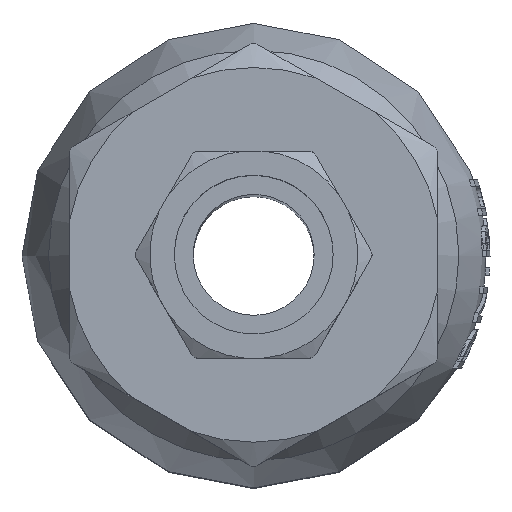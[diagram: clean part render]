
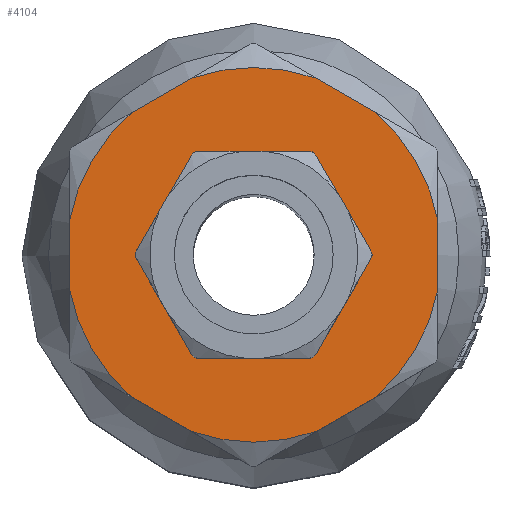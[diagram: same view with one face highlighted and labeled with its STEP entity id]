
A CAD part, top view. The second image highlights one B-rep face of the part: STEP entity #4104.
In plain terms, the highlighted planar face has unit normal (0, 0, 1).
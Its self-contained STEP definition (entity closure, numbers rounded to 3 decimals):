
#222=FACE_BOUND('',#1199,.T.);
#306=PLANE('',#4438);
#464=LINE('',#7656,#681);
#467=LINE('',#7690,#684);
#471=LINE('',#7742,#688);
#475=LINE('',#7790,#692);
#479=LINE('',#7838,#696);
#486=LINE('',#7910,#703);
#489=LINE('',#7947,#706);
#495=LINE('',#7983,#712);
#499=LINE('',#8014,#716);
#503=LINE('',#8045,#720);
#519=LINE('',#8150,#736);
#520=LINE('',#8151,#737);
#681=VECTOR('',#5014,10.);
#684=VECTOR('',#5021,10.);
#688=VECTOR('',#5033,10.);
#692=VECTOR('',#5045,10.);
#696=VECTOR('',#5057,10.);
#703=VECTOR('',#5080,10.);
#706=VECTOR('',#5097,10.);
#712=VECTOR('',#5109,10.);
#716=VECTOR('',#5123,10.);
#720=VECTOR('',#5137,10.);
#736=VECTOR('',#5261,10.);
#737=VECTOR('',#5262,10.);
#967=FACE_OUTER_BOUND('',#1198,.T.);
#1198=EDGE_LOOP('',(#3469,#3470,#3471,#3472,#3473,#3474,#3475,#3476,#3477,
#3478,#3479,#3480));
#1199=EDGE_LOOP('',(#3481,#3482,#3483,#3484,#3485,#3486,#3487,#3488,#3489,
#3490,#3491,#3492));
#1317=CIRCLE('',#4341,23.238);
#1318=CIRCLE('',#4346,23.238);
#1319=CIRCLE('',#4350,23.238);
#1320=CIRCLE('',#4354,23.238);
#1321=CIRCLE('',#4358,23.238);
#1322=CIRCLE('',#4361,23.238);
#1323=CIRCLE('',#4363,1.);
#1325=CIRCLE('',#4368,1.);
#1327=CIRCLE('',#4373,1.);
#1329=CIRCLE('',#4378,1.);
#1331=CIRCLE('',#4383,1.);
#1333=CIRCLE('',#4388,1.);
#1795=VERTEX_POINT('',#7630);
#1796=VERTEX_POINT('',#7634);
#1801=VERTEX_POINT('',#7652);
#1806=VERTEX_POINT('',#7685);
#1807=VERTEX_POINT('',#7689);
#1812=VERTEX_POINT('',#7707);
#1815=VERTEX_POINT('',#7737);
#1816=VERTEX_POINT('',#7741);
#1823=VERTEX_POINT('',#7785);
#1824=VERTEX_POINT('',#7789);
#1831=VERTEX_POINT('',#7833);
#1832=VERTEX_POINT('',#7837);
#1839=VERTEX_POINT('',#7892);
#1840=VERTEX_POINT('',#7894);
#1844=VERTEX_POINT('',#7908);
#1848=VERTEX_POINT('',#7930);
#1849=VERTEX_POINT('',#7932);
#1852=VERTEX_POINT('',#7946);
#1856=VERTEX_POINT('',#7967);
#1860=VERTEX_POINT('',#7981);
#1862=VERTEX_POINT('',#7998);
#1866=VERTEX_POINT('',#8012);
#1868=VERTEX_POINT('',#8029);
#1872=VERTEX_POINT('',#8043);
#2309=EDGE_CURVE('',#1796,#1795,#1317,.T.);
#2316=EDGE_CURVE('',#1795,#1801,#464,.T.);
#2322=EDGE_CURVE('',#1807,#1806,#467,.T.);
#2329=EDGE_CURVE('',#1806,#1812,#1318,.T.);
#2334=EDGE_CURVE('',#1816,#1815,#471,.T.);
#2340=EDGE_CURVE('',#1815,#1807,#1319,.T.);
#2345=EDGE_CURVE('',#1824,#1823,#475,.T.);
#2351=EDGE_CURVE('',#1823,#1816,#1320,.T.);
#2356=EDGE_CURVE('',#1832,#1831,#479,.T.);
#2362=EDGE_CURVE('',#1831,#1824,#1321,.T.);
#2365=EDGE_CURVE('',#1801,#1832,#1322,.T.);
#2368=EDGE_CURVE('',#1839,#1840,#1323,.F.);
#2374=EDGE_CURVE('',#1839,#1844,#486,.T.);
#2379=EDGE_CURVE('',#1848,#1849,#1325,.F.);
#2384=EDGE_CURVE('',#1852,#1849,#489,.T.);
#2390=EDGE_CURVE('',#1856,#1844,#1327,.F.);
#2395=EDGE_CURVE('',#1856,#1860,#495,.T.);
#2399=EDGE_CURVE('',#1862,#1860,#1329,.F.);
#2404=EDGE_CURVE('',#1862,#1866,#499,.T.);
#2408=EDGE_CURVE('',#1868,#1866,#1331,.F.);
#2413=EDGE_CURVE('',#1868,#1872,#503,.T.);
#2416=EDGE_CURVE('',#1852,#1872,#1333,.F.);
#2458=EDGE_CURVE('',#1812,#1796,#519,.T.);
#2459=EDGE_CURVE('',#1848,#1840,#520,.T.);
#3469=ORIENTED_EDGE('',*,*,#2351,.T.);
#3470=ORIENTED_EDGE('',*,*,#2334,.T.);
#3471=ORIENTED_EDGE('',*,*,#2340,.T.);
#3472=ORIENTED_EDGE('',*,*,#2322,.T.);
#3473=ORIENTED_EDGE('',*,*,#2329,.T.);
#3474=ORIENTED_EDGE('',*,*,#2458,.T.);
#3475=ORIENTED_EDGE('',*,*,#2309,.T.);
#3476=ORIENTED_EDGE('',*,*,#2316,.T.);
#3477=ORIENTED_EDGE('',*,*,#2365,.T.);
#3478=ORIENTED_EDGE('',*,*,#2356,.T.);
#3479=ORIENTED_EDGE('',*,*,#2362,.T.);
#3480=ORIENTED_EDGE('',*,*,#2345,.T.);
#3481=ORIENTED_EDGE('',*,*,#2384,.T.);
#3482=ORIENTED_EDGE('',*,*,#2379,.F.);
#3483=ORIENTED_EDGE('',*,*,#2459,.T.);
#3484=ORIENTED_EDGE('',*,*,#2368,.F.);
#3485=ORIENTED_EDGE('',*,*,#2374,.T.);
#3486=ORIENTED_EDGE('',*,*,#2390,.F.);
#3487=ORIENTED_EDGE('',*,*,#2395,.T.);
#3488=ORIENTED_EDGE('',*,*,#2399,.F.);
#3489=ORIENTED_EDGE('',*,*,#2404,.T.);
#3490=ORIENTED_EDGE('',*,*,#2408,.F.);
#3491=ORIENTED_EDGE('',*,*,#2413,.T.);
#3492=ORIENTED_EDGE('',*,*,#2416,.F.);
#4104=ADVANCED_FACE('',(#967,#222),#306,.T.);
#4341=AXIS2_PLACEMENT_3D('',#7635,#5008,#5009);
#4346=AXIS2_PLACEMENT_3D('',#7711,#5026,#5027);
#4350=AXIS2_PLACEMENT_3D('',#7759,#5038,#5039);
#4354=AXIS2_PLACEMENT_3D('',#7807,#5050,#5051);
#4358=AXIS2_PLACEMENT_3D('',#7855,#5062,#5063);
#4361=AXIS2_PLACEMENT_3D('',#7878,#5068,#5069);
#4363=AXIS2_PLACEMENT_3D('',#7895,#5073,#5074);
#4368=AXIS2_PLACEMENT_3D('',#7933,#5088,#5089);
#4373=AXIS2_PLACEMENT_3D('',#7969,#5103,#5104);
#4378=AXIS2_PLACEMENT_3D('',#8000,#5117,#5118);
#4383=AXIS2_PLACEMENT_3D('',#8031,#5131,#5132);
#4388=AXIS2_PLACEMENT_3D('',#8059,#5144,#5145);
#4438=AXIS2_PLACEMENT_3D('',#8149,#5259,#5260);
#5008=DIRECTION('center_axis',(0.,0.,1.));
#5009=DIRECTION('ref_axis',(0.,1.,0.));
#5014=DIRECTION('',(0.,1.,0.));
#5021=DIRECTION('',(0.866,-0.5,0.));
#5026=DIRECTION('center_axis',(0.,0.,1.));
#5027=DIRECTION('ref_axis',(0.,1.,0.));
#5033=DIRECTION('',(0.,-1.,0.));
#5038=DIRECTION('center_axis',(0.,0.,1.));
#5039=DIRECTION('ref_axis',(0.,1.,0.));
#5045=DIRECTION('',(-0.866,-0.5,0.));
#5050=DIRECTION('center_axis',(0.,0.,1.));
#5051=DIRECTION('ref_axis',(0.,1.,0.));
#5057=DIRECTION('',(-0.866,0.5,0.));
#5062=DIRECTION('center_axis',(0.,0.,1.));
#5063=DIRECTION('ref_axis',(0.,1.,0.));
#5068=DIRECTION('center_axis',(0.,0.,1.));
#5069=DIRECTION('ref_axis',(0.,1.,0.));
#5073=DIRECTION('center_axis',(0.,0.,-1.));
#5074=DIRECTION('ref_axis',(0.5,-0.866,0.));
#5080=DIRECTION('',(-1.,0.,0.));
#5088=DIRECTION('center_axis',(0.,0.,-1.));
#5089=DIRECTION('ref_axis',(1.,0.,0.));
#5097=DIRECTION('',(0.5,-0.866,0.));
#5103=DIRECTION('center_axis',(0.,0.,-1.));
#5104=DIRECTION('ref_axis',(-0.5,-0.866,0.));
#5109=DIRECTION('',(-0.5,0.866,0.));
#5117=DIRECTION('center_axis',(0.,0.,-1.));
#5118=DIRECTION('ref_axis',(-1.,0.,0.));
#5123=DIRECTION('',(0.5,0.866,0.));
#5131=DIRECTION('center_axis',(0.,0.,-1.));
#5132=DIRECTION('ref_axis',(-0.5,0.866,0.));
#5137=DIRECTION('',(1.,0.,0.));
#5144=DIRECTION('center_axis',(0.,0.,-1.));
#5145=DIRECTION('ref_axis',(0.5,0.866,0.));
#5259=DIRECTION('center_axis',(0.,0.,1.));
#5260=DIRECTION('ref_axis',(1.,0.,0.));
#5261=DIRECTION('',(0.866,0.5,0.));
#5262=DIRECTION('',(-0.5,-0.866,0.));
#7630=CARTESIAN_POINT('',(22.85,-4.231,82.));
#7634=CARTESIAN_POINT('',(15.089,-17.673,82.));
#7635=CARTESIAN_POINT('Origin',(0.,0.,82.));
#7652=CARTESIAN_POINT('',(22.85,4.231,82.));
#7656=CARTESIAN_POINT('',(22.85,-13.192,82.));
#7685=CARTESIAN_POINT('',(-7.761,-21.904,82.));
#7689=CARTESIAN_POINT('',(-15.089,-17.673,82.));
#7690=CARTESIAN_POINT('',(-22.85,-13.192,82.));
#7707=CARTESIAN_POINT('',(7.761,-21.904,82.));
#7711=CARTESIAN_POINT('Origin',(0.,0.,82.));
#7737=CARTESIAN_POINT('',(-22.85,-4.231,82.));
#7741=CARTESIAN_POINT('',(-22.85,4.231,82.));
#7742=CARTESIAN_POINT('',(-22.85,13.192,82.));
#7759=CARTESIAN_POINT('Origin',(0.,0.,82.));
#7785=CARTESIAN_POINT('',(-15.089,17.673,82.));
#7789=CARTESIAN_POINT('',(-7.761,21.904,82.));
#7790=CARTESIAN_POINT('',(0.,26.385,82.));
#7807=CARTESIAN_POINT('Origin',(0.,0.,82.));
#7833=CARTESIAN_POINT('',(7.761,21.904,82.));
#7837=CARTESIAN_POINT('',(15.089,17.673,82.));
#7838=CARTESIAN_POINT('',(22.85,13.192,82.));
#7855=CARTESIAN_POINT('Origin',(0.,0.,82.));
#7878=CARTESIAN_POINT('Origin',(0.,0.,82.));
#7892=CARTESIAN_POINT('',(6.842,-12.85,82.));
#7894=CARTESIAN_POINT('',(7.708,-12.35,82.));
#7895=CARTESIAN_POINT('Origin',(6.842,-11.85,82.));
#7908=CARTESIAN_POINT('',(-6.841,-12.85,82.));
#7910=CARTESIAN_POINT('',(3.71,-12.85,82.));
#7930=CARTESIAN_POINT('',(14.549,-0.5,82.));
#7932=CARTESIAN_POINT('',(14.549,0.5,82.));
#7933=CARTESIAN_POINT('Origin',(13.683,0.,82.));
#7946=CARTESIAN_POINT('',(7.708,12.35,82.));
#7947=CARTESIAN_POINT('',(6.491,14.456,82.));
#7967=CARTESIAN_POINT('',(-7.708,-12.35,82.));
#7969=CARTESIAN_POINT('Origin',(-6.841,-11.85,82.));
#7981=CARTESIAN_POINT('',(-14.549,-0.5,82.));
#7983=CARTESIAN_POINT('',(-12.056,-4.819,82.));
#7998=CARTESIAN_POINT('',(-14.549,0.5,82.));
#8000=CARTESIAN_POINT('Origin',(-13.683,0.,
82.));
#8012=CARTESIAN_POINT('',(-7.708,12.35,82.));
#8014=CARTESIAN_POINT('',(-10.201,8.031,82.));
#8029=CARTESIAN_POINT('',(-6.842,12.85,82.));
#8031=CARTESIAN_POINT('Origin',(-6.842,11.85,82.));
#8043=CARTESIAN_POINT('',(6.841,12.85,82.));
#8045=CARTESIAN_POINT('',(-3.71,12.85,82.));
#8059=CARTESIAN_POINT('Origin',(6.841,11.85,82.));
#8149=CARTESIAN_POINT('Origin',(0.,12.85,82.));
#8150=CARTESIAN_POINT('',(0.,-26.385,82.));
#8151=CARTESIAN_POINT('',(15.765,1.606,82.));
